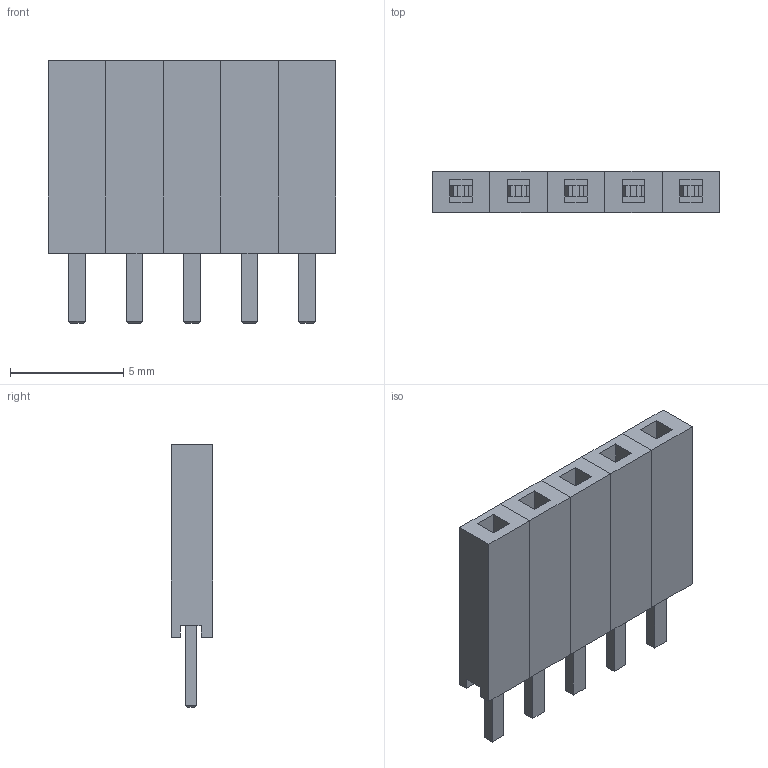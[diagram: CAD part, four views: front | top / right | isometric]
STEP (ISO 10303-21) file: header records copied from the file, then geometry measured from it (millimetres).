
FILE_DESCRIPTION(('FreeCAD Model'),'2;1');
FILE_NAME('Connecteur-2.54-Femelle-5_Contacts.step','2019-01-18T16:52:03',( 'Author'),(''),'Open CASCADE STEP processor 6.8','FreeCAD','Unknown' );
FILE_SCHEMA(('AUTOMOTIVE_DESIGN_CC2 { 1 2 10303 214 -1 1 5 4 }'));
Length unit declared in the file: millimetre
Products named in the file (3): ASSEMBLY; Array; Array001
Assembly tree (2 placements, depth 2):
  ASSEMBLY
    Array
    Array001
Bounding box: 12.7 x 1.82 x 11.6 mm (x, y, z)
Volume: 168.9 mm3; surface area: 736.3 mm2
Topology: 10 solids, 10 shells, 195 faces, 490 edges, 320 vertices
Faces by surface type: plane 195
Entity records: 12176 total; most frequent: CARTESIAN_POINT 1988, DIRECTION 1866, LINE 1470, VECTOR 1470, ORIENTED_EDGE 980, PCURVE 980, DEFINITIONAL_REPRESENTATION 980, EDGE_CURVE 490
